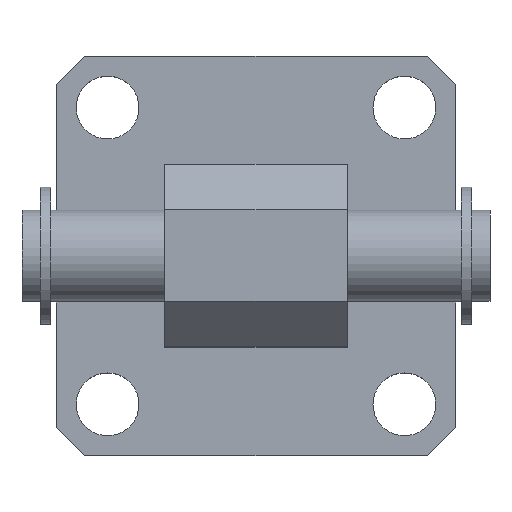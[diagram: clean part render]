
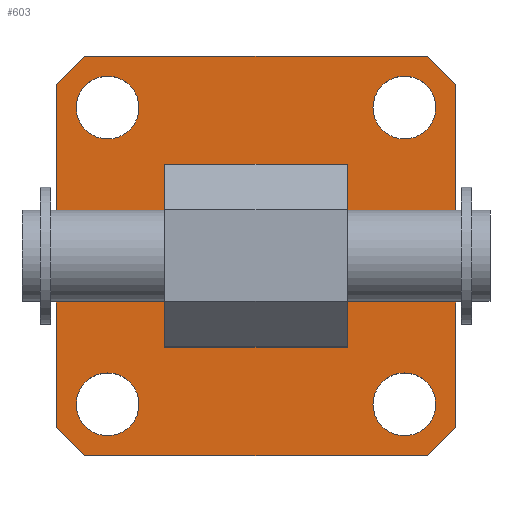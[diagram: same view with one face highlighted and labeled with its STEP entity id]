
A CAD part, top view. The second image highlights one B-rep face of the part: STEP entity #603.
In plain terms, the highlighted planar face has unit normal (0, 0, 1).
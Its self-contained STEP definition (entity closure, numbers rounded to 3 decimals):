
#21=FACE_BOUND('',#114,.T.);
#22=FACE_BOUND('',#115,.T.);
#23=FACE_BOUND('',#116,.T.);
#24=FACE_BOUND('',#117,.T.);
#25=FACE_BOUND('',#118,.T.);
#45=PLANE('',#678);
#74=FACE_OUTER_BOUND('',#113,.T.);
#113=EDGE_LOOP('',(#504,#505,#506,#507,#508,#509,#510,#511));
#114=EDGE_LOOP('',(#512,#513,#514,#515));
#115=EDGE_LOOP('',(#516));
#116=EDGE_LOOP('',(#517));
#117=EDGE_LOOP('',(#518));
#118=EDGE_LOOP('',(#519));
#147=LINE('',#958,#199);
#154=LINE('',#971,#206);
#156=LINE('',#975,#208);
#157=LINE('',#977,#209);
#158=LINE('',#981,#210);
#162=LINE('',#989,#214);
#165=LINE('',#995,#217);
#166=LINE('',#997,#218);
#167=LINE('',#999,#219);
#168=LINE('',#1001,#220);
#169=LINE('',#1003,#221);
#170=LINE('',#1004,#222);
#199=VECTOR('',#785,10.);
#206=VECTOR('',#798,10.);
#208=VECTOR('',#802,10.);
#209=VECTOR('',#805,10.);
#210=VECTOR('',#808,10.);
#214=VECTOR('',#814,10.);
#217=VECTOR('',#819,10.);
#218=VECTOR('',#820,10.);
#219=VECTOR('',#821,10.);
#220=VECTOR('',#822,10.);
#221=VECTOR('',#823,10.);
#222=VECTOR('',#824,10.);
#260=CIRCLE('',#679,2.75);
#261=CIRCLE('',#680,2.75);
#262=CIRCLE('',#681,2.75);
#263=CIRCLE('',#682,2.75);
#296=VERTEX_POINT('',#955);
#297=VERTEX_POINT('',#957);
#300=VERTEX_POINT('',#969);
#301=VERTEX_POINT('',#973);
#302=VERTEX_POINT('',#979);
#303=VERTEX_POINT('',#980);
#306=VERTEX_POINT('',#988);
#308=VERTEX_POINT('',#994);
#309=VERTEX_POINT('',#996);
#310=VERTEX_POINT('',#998);
#311=VERTEX_POINT('',#1000);
#312=VERTEX_POINT('',#1002);
#313=VERTEX_POINT('',#1005);
#314=VERTEX_POINT('',#1007);
#315=VERTEX_POINT('',#1009);
#316=VERTEX_POINT('',#1011);
#361=EDGE_CURVE('',#297,#296,#147,.T.);
#368=EDGE_CURVE('',#296,#300,#154,.T.);
#370=EDGE_CURVE('',#300,#301,#156,.T.);
#371=EDGE_CURVE('',#301,#297,#157,.T.);
#372=EDGE_CURVE('',#302,#303,#158,.T.);
#376=EDGE_CURVE('',#306,#303,#162,.T.);
#379=EDGE_CURVE('',#302,#308,#165,.T.);
#380=EDGE_CURVE('',#309,#308,#166,.T.);
#381=EDGE_CURVE('',#309,#310,#167,.T.);
#382=EDGE_CURVE('',#311,#310,#168,.T.);
#383=EDGE_CURVE('',#311,#312,#169,.T.);
#384=EDGE_CURVE('',#306,#312,#170,.T.);
#385=EDGE_CURVE('',#313,#313,#260,.T.);
#386=EDGE_CURVE('',#314,#314,#261,.T.);
#387=EDGE_CURVE('',#315,#315,#262,.T.);
#388=EDGE_CURVE('',#316,#316,#263,.T.);
#504=ORIENTED_EDGE('',*,*,#372,.F.);
#505=ORIENTED_EDGE('',*,*,#379,.T.);
#506=ORIENTED_EDGE('',*,*,#380,.F.);
#507=ORIENTED_EDGE('',*,*,#381,.T.);
#508=ORIENTED_EDGE('',*,*,#382,.F.);
#509=ORIENTED_EDGE('',*,*,#383,.T.);
#510=ORIENTED_EDGE('',*,*,#384,.F.);
#511=ORIENTED_EDGE('',*,*,#376,.T.);
#512=ORIENTED_EDGE('',*,*,#361,.T.);
#513=ORIENTED_EDGE('',*,*,#368,.T.);
#514=ORIENTED_EDGE('',*,*,#370,.T.);
#515=ORIENTED_EDGE('',*,*,#371,.T.);
#516=ORIENTED_EDGE('',*,*,#385,.T.);
#517=ORIENTED_EDGE('',*,*,#386,.T.);
#518=ORIENTED_EDGE('',*,*,#387,.T.);
#519=ORIENTED_EDGE('',*,*,#388,.T.);
#603=ADVANCED_FACE('',(#74,#21,#22,#23,#24,#25),#45,.T.);
#678=AXIS2_PLACEMENT_3D('',#993,#817,#818);
#679=AXIS2_PLACEMENT_3D('',#1006,#825,#826);
#680=AXIS2_PLACEMENT_3D('',#1008,#827,#828);
#681=AXIS2_PLACEMENT_3D('',#1010,#829,#830);
#682=AXIS2_PLACEMENT_3D('',#1012,#831,#832);
#785=DIRECTION('',(0.,1.,0.));
#798=DIRECTION('',(1.,0.,0.));
#802=DIRECTION('',(0.,-1.,0.));
#805=DIRECTION('',(-1.,0.,0.));
#808=DIRECTION('',(0.707,0.707,0.));
#814=DIRECTION('',(-1.,0.,0.));
#817=DIRECTION('center_axis',(0.,0.,1.));
#818=DIRECTION('ref_axis',(1.,0.,0.));
#819=DIRECTION('',(0.,-1.,0.));
#820=DIRECTION('',(-0.707,0.707,0.));
#821=DIRECTION('',(1.,0.,0.));
#822=DIRECTION('',(-0.707,-0.707,0.));
#823=DIRECTION('',(0.,1.,0.));
#824=DIRECTION('',(0.707,-0.707,0.));
#825=DIRECTION('center_axis',(0.,0.,-1.));
#826=DIRECTION('ref_axis',(-1.,0.,0.));
#827=DIRECTION('center_axis',(0.,0.,-1.));
#828=DIRECTION('ref_axis',(-1.,0.,0.));
#829=DIRECTION('center_axis',(0.,0.,-1.));
#830=DIRECTION('ref_axis',(-1.,0.,0.));
#831=DIRECTION('center_axis',(0.,0.,-1.));
#832=DIRECTION('ref_axis',(-1.,0.,0.));
#955=CARTESIAN_POINT('',(-8.,8.,6.));
#957=CARTESIAN_POINT('',(-8.,-8.,6.));
#958=CARTESIAN_POINT('',(-8.,4.,6.));
#969=CARTESIAN_POINT('',(8.,8.,6.));
#971=CARTESIAN_POINT('',(4.,8.,6.));
#973=CARTESIAN_POINT('',(8.,-8.,6.));
#975=CARTESIAN_POINT('',(8.,-4.,6.));
#977=CARTESIAN_POINT('',(-4.,-8.,6.));
#979=CARTESIAN_POINT('',(-17.5,15.,6.));
#980=CARTESIAN_POINT('',(-15.,17.5,6.));
#981=CARTESIAN_POINT('',(-16.25,16.25,6.));
#988=CARTESIAN_POINT('',(15.,17.5,6.));
#989=CARTESIAN_POINT('',(-17.5,17.5,6.));
#993=CARTESIAN_POINT('Origin',(0.,0.,6.));
#994=CARTESIAN_POINT('',(-17.5,-15.,6.));
#995=CARTESIAN_POINT('',(-17.5,-17.5,6.));
#996=CARTESIAN_POINT('',(-15.,-17.5,6.));
#997=CARTESIAN_POINT('',(-16.25,-16.25,6.));
#998=CARTESIAN_POINT('',(15.,-17.5,6.));
#999=CARTESIAN_POINT('',(17.5,-17.5,6.));
#1000=CARTESIAN_POINT('',(17.5,-15.,6.));
#1001=CARTESIAN_POINT('',(16.25,-16.25,6.));
#1002=CARTESIAN_POINT('',(17.5,15.,6.));
#1003=CARTESIAN_POINT('',(17.5,17.5,6.));
#1004=CARTESIAN_POINT('',(16.25,16.25,6.));
#1005=CARTESIAN_POINT('',(15.75,13.,6.));
#1006=CARTESIAN_POINT('Origin',(13.,13.,6.));
#1007=CARTESIAN_POINT('',(15.75,-13.,6.));
#1008=CARTESIAN_POINT('Origin',(13.,-13.,6.));
#1009=CARTESIAN_POINT('',(-10.25,-13.,6.));
#1010=CARTESIAN_POINT('Origin',(-13.,-13.,6.));
#1011=CARTESIAN_POINT('',(-10.25,13.,6.));
#1012=CARTESIAN_POINT('Origin',(-13.,13.,6.));
